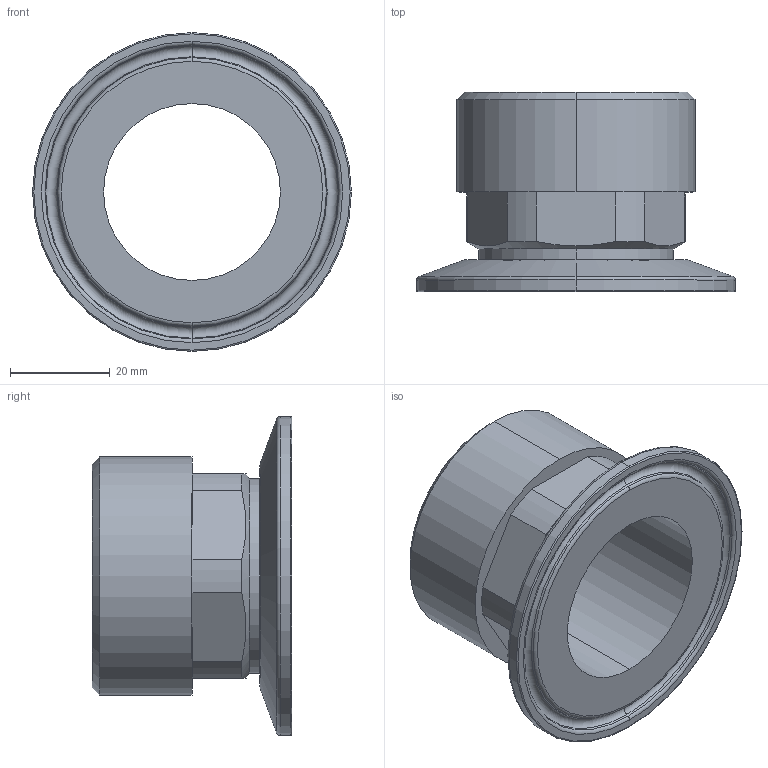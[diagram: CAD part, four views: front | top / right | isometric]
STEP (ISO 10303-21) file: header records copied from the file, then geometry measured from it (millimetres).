
FILE_DESCRIPTION (( 'STEP AP203' ), '1' );
FILE_NAME ('106.1500.064.STEP', '2024-01-15T15:45:21', ( '' ), ( '' ), 'SwSTEP 2.0', 'SolidWorks 2023', '' );
FILE_SCHEMA (( 'CONFIG_CONTROL_DESIGN' ));
Length unit declared in the file: millimetre
Products named in the file (1): 106.1500.064
Bounding box: 64 x 40 x 64 mm (x, y, z)
Volume: 31682.2 mm3; surface area: 15598.9 mm2
Topology: 1 solids, 1 shells, 47 faces, 106 edges, 64 vertices
Faces by surface type: cylinder 14, torus 12, plane 11, cone 10
Entity records: 1443 total; most frequent: CARTESIAN_POINT 274, DIRECTION 256, ORIENTED_EDGE 212, AXIS2_PLACEMENT_3D 110, EDGE_CURVE 106, VERTEX_POINT 64, CIRCLE 62, EDGE_LOOP 52
